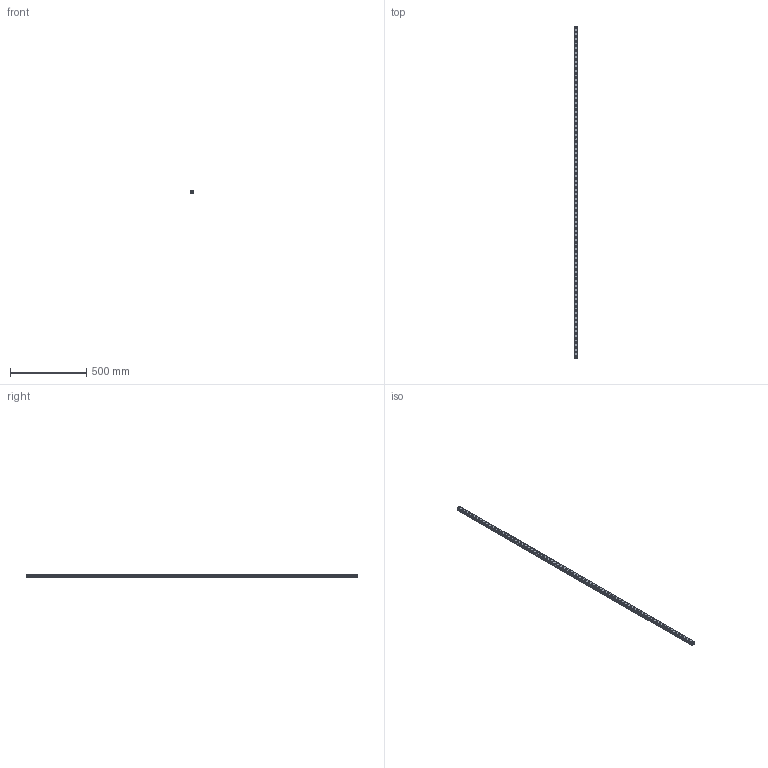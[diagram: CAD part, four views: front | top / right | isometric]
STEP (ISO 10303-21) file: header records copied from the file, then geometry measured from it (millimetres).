
FILE_DESCRIPTION(('STEP AP214'),'1');
FILE_NAME('cctmp_9617F6C0-3F89-443F-831C-3E9E65997BBC_2021_03_10_11_57_05_0785..stp','2021-03-10T10:57:06',('HIWIN GmbH'),('CADClick - www.CADClick.com'),'Spatial InterOp 3D',' ','unknown authorization');
FILE_SCHEMA(('AUTOMOTIVE_DESIGN'));
Length unit declared in the file: millimetre
Products named in the file (1): RGR25R2180H_FILE
Bounding box: 23 x 2180 x 23.6 mm (x, y, z)
Volume: 873775.6 mm3; surface area: 271001.1 mm2
Topology: 1 solids, 1 shells, 774 faces, 1647 edges, 1098 vertices
Faces by surface type: cylinder 456, plane 318
Entity records: 27499 total; most frequent: DIRECTION 4109, CARTESIAN_POINT 3520, ORIENTED_EDGE 3294, AXIS2_PLACEMENT_3D 1687, EDGE_CURVE 1647, VERTEX_POINT 1098, EDGE_LOOP 997, CIRCLE 912
